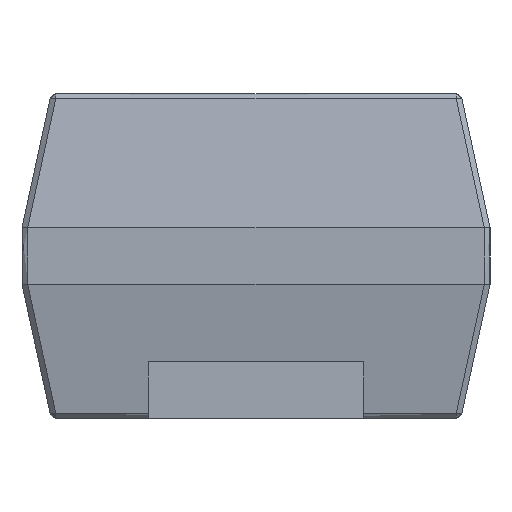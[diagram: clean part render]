
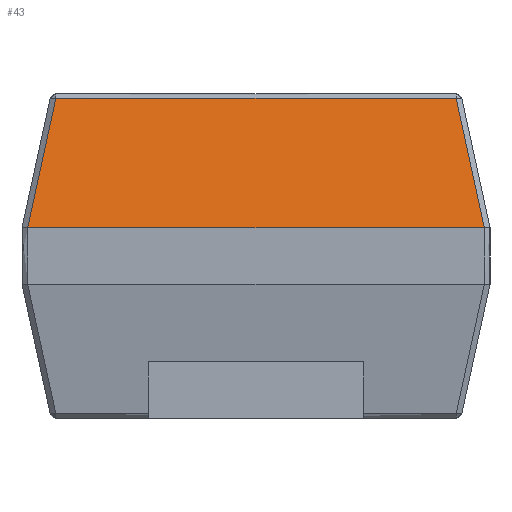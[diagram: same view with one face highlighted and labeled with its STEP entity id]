
A CAD part, left-side view. The second image highlights one B-rep face of the part: STEP entity #43.
In plain terms, the highlighted free-form (B-spline) face has degree [3, 3] with [4, 4] control points.
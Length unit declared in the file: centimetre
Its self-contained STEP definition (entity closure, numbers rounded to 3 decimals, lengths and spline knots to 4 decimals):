
#43=ADVANCED_FACE('',(#101),#677,.T.);
#101=FACE_OUTER_BOUND('',#159,.T.);
#159=EDGE_LOOP('',(#233,#234,#235,#236));
#233=ORIENTED_EDGE('',*,*,#468,.T.);
#234=ORIENTED_EDGE('',*,*,#456,.F.);
#235=ORIENTED_EDGE('',*,*,#469,.F.);
#236=ORIENTED_EDGE('',*,*,#470,.F.);
#456=EDGE_CURVE('',#580,#579,#782,.T.);
#468=EDGE_CURVE('',#587,#579,#710,.T.);
#469=EDGE_CURVE('',#588,#580,#711,.T.);
#470=EDGE_CURVE('',#587,#588,#712,.T.);
#579=VERTEX_POINT('',#1333);
#580=VERTEX_POINT('',#1334);
#587=VERTEX_POINT('',#1341);
#588=VERTEX_POINT('',#1342);
#677=B_SPLINE_SURFACE_WITH_KNOTS('',3,3,((#1127,#1128,#1129,#1130),(#1131,
#1132,#1133,#1134),(#1135,#1136,#1137,#1138),(#1139,#1140,#1141,#1142)),
.UNSPECIFIED.,.F.,.F.,.F.,(4,4),(4,4),(0.0977,7.9293),
(0.0592,2.4074),.UNSPECIFIED.);
#710=(
BOUNDED_CURVE()
B_SPLINE_CURVE(3,(#1015,#1016,#1017,#1018),.UNSPECIFIED.,.F.,.F.)
B_SPLINE_CURVE_WITH_KNOTS((4,4),(0.0621,2.3871),.UNSPECIFIED.)
CURVE()
GEOMETRIC_REPRESENTATION_ITEM()
RATIONAL_B_SPLINE_CURVE((1.,1.,1.,1.))
REPRESENTATION_ITEM('')
);
#711=(
BOUNDED_CURVE()
B_SPLINE_CURVE(3,(#1019,#1020,#1021,#1022),.UNSPECIFIED.,.F.,.F.)
B_SPLINE_CURVE_WITH_KNOTS((4,4),(0.0621,2.3871),.UNSPECIFIED.)
CURVE()
GEOMETRIC_REPRESENTATION_ITEM()
RATIONAL_B_SPLINE_CURVE((1.,1.,1.,1.))
REPRESENTATION_ITEM('')
);
#712=(
BOUNDED_CURVE()
B_SPLINE_CURVE(3,(#1023,#1024,#1025,#1026),.UNSPECIFIED.,.F.,.F.)
B_SPLINE_CURVE_WITH_KNOTS((4,4),(0.0806,6.9464),.UNSPECIFIED.)
CURVE()
GEOMETRIC_REPRESENTATION_ITEM()
RATIONAL_B_SPLINE_CURVE((1.,1.,1.,1.))
REPRESENTATION_ITEM('')
);
#782=B_SPLINE_CURVE_WITH_KNOTS('',3,(#935,#936,#937,#938),.UNSPECIFIED.,
.F.,.F.,(4,4),(49.2905,57.122),.UNSPECIFIED.);
#935=CARTESIAN_POINT('',(27.8585,16.2618,0.));
#936=CARTESIAN_POINT('',(27.8585,18.8724,0.));
#937=CARTESIAN_POINT('',(27.8585,21.4829,0.));
#938=CARTESIAN_POINT('',(27.8585,24.0934,0.));
#1015=CARTESIAN_POINT('',(28.2477,23.6105,2.2225));
#1016=CARTESIAN_POINT('',(28.118,23.7715,1.4817));
#1017=CARTESIAN_POINT('',(27.9882,23.9324,0.7408));
#1018=CARTESIAN_POINT('',(27.8585,24.0934,0.));
#1019=CARTESIAN_POINT('',(28.2477,16.7447,2.2225));
#1020=CARTESIAN_POINT('',(28.118,16.5838,1.4817));
#1021=CARTESIAN_POINT('',(27.9882,16.4228,0.7408));
#1022=CARTESIAN_POINT('',(27.8585,16.2618,0.));
#1023=CARTESIAN_POINT('',(28.2477,23.6105,2.2225));
#1024=CARTESIAN_POINT('',(28.2477,21.3219,2.2225));
#1025=CARTESIAN_POINT('',(28.2477,19.0333,2.2225));
#1026=CARTESIAN_POINT('',(28.2477,16.7447,2.2225));
#1127=CARTESIAN_POINT('',(28.2516,16.7377,2.2447));
#1128=CARTESIAN_POINT('',(28.1205,16.5791,1.4965));
#1129=CARTESIAN_POINT('',(27.9895,16.4205,0.7482));
#1130=CARTESIAN_POINT('',(27.8585,16.2618,0.));
#1131=CARTESIAN_POINT('',(28.2516,19.031,2.2447));
#1132=CARTESIAN_POINT('',(28.1205,18.9781,1.4965));
#1133=CARTESIAN_POINT('',(27.9895,18.9252,0.7482));
#1134=CARTESIAN_POINT('',(27.8585,18.8724,0.));
#1135=CARTESIAN_POINT('',(28.2516,21.3243,2.2447));
#1136=CARTESIAN_POINT('',(28.1205,21.3771,1.4965));
#1137=CARTESIAN_POINT('',(27.9895,21.43,0.7482));
#1138=CARTESIAN_POINT('',(27.8585,21.4829,0.));
#1139=CARTESIAN_POINT('',(28.2516,23.6176,2.2447));
#1140=CARTESIAN_POINT('',(28.1205,23.7762,1.4965));
#1141=CARTESIAN_POINT('',(27.9895,23.9348,0.7482));
#1142=CARTESIAN_POINT('',(27.8585,24.0934,0.));
#1333=CARTESIAN_POINT('',(27.8585,24.0934,0.));
#1334=CARTESIAN_POINT('',(27.8585,16.2618,0.));
#1341=CARTESIAN_POINT('',(28.2477,23.6105,2.2225));
#1342=CARTESIAN_POINT('',(28.2477,16.7447,2.2225));
